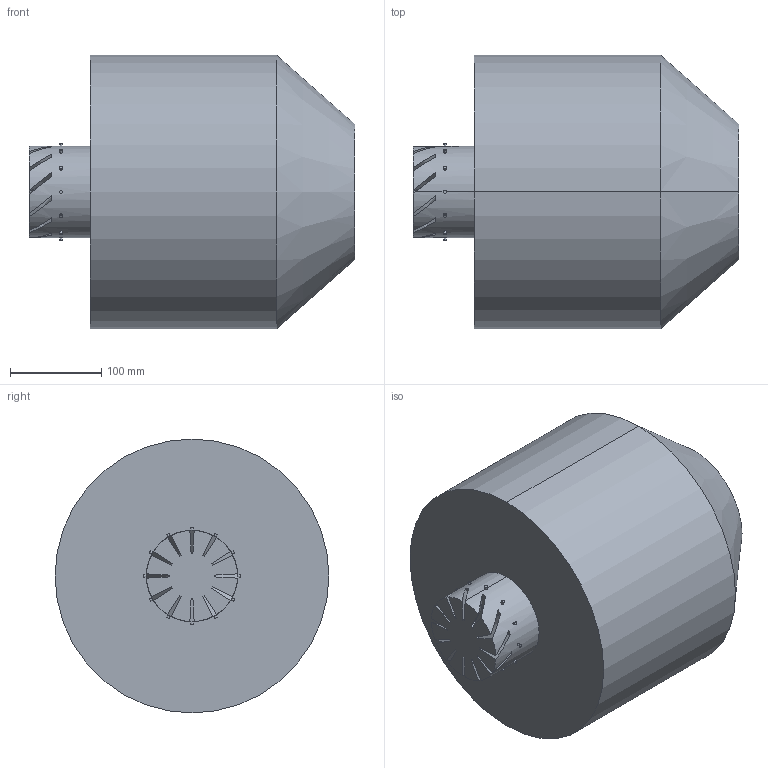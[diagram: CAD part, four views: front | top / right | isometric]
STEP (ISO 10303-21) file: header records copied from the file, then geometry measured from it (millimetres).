
FILE_DESCRIPTION (( 'STEP AP203' ), '1' );
FILE_NAME ('Bhavik _Updated_11.STEP', '2024-04-28T23:56:37', ( '' ), ( '' ), 'SwSTEP 2.0', 'SolidWorks 2020', '' );
FILE_SCHEMA (( 'CONFIG_CONTROL_DESIGN' ));
Length unit declared in the file: millimetre
Products named in the file (1): Bhavik _Updated_11
Bounding box: 356.98 x 300 x 300 mm (x, y, z)
Volume: 18448484.6 mm3; surface area: 399778.5 mm2
Topology: 13 solids, 13 shells, 105 faces, 232 edges, 154 vertices
Faces by surface type: plane 39, bspline 36, cylinder 28, cone 2
Entity records: 3483 total; most frequent: CARTESIAN_POINT 1216, ORIENTED_EDGE 464, DIRECTION 404, EDGE_CURVE 232, VERTEX_POINT 154, AXIS2_PLACEMENT_3D 150, EDGE_LOOP 106, ADVANCED_FACE 105
